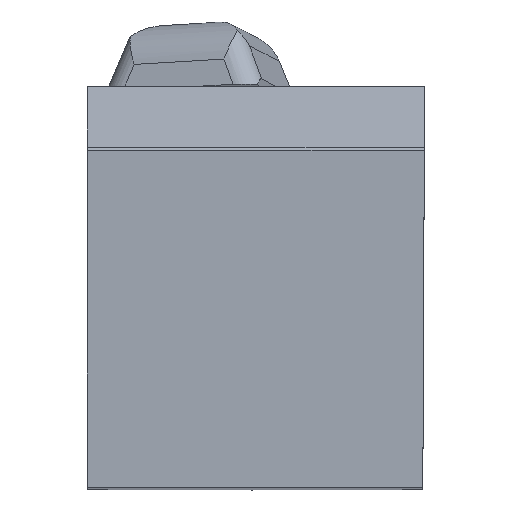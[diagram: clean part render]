
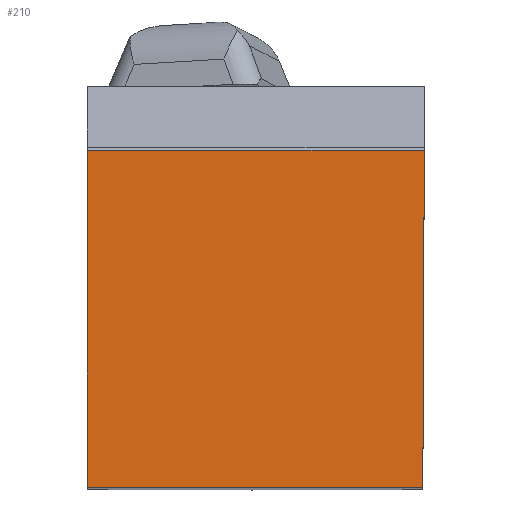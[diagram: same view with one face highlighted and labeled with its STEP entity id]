
A CAD part, top view. The second image highlights one B-rep face of the part: STEP entity #210.
In plain terms, the highlighted planar face has unit normal (0, 0, 1).
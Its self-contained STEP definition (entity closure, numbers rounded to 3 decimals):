
#144=FACE_OUTER_BOUND('',#619,.T.);
#210=ADVANCED_FACE('BLANK_BOXF006',(#144),#270,.F.);
#270=PLANE('',#1473);
#369=LINE('',#2146,#509);
#370=LINE('',#2149,#510);
#371=LINE('',#2151,#511);
#372=LINE('',#2153,#512);
#509=VECTOR('',#1698,1.);
#510=VECTOR('',#1699,1.);
#511=VECTOR('',#1700,1.);
#512=VECTOR('',#1701,1.);
#619=EDGE_LOOP('',(#788,#789,#790,#791));
#788=ORIENTED_EDGE('',*,*,#1238,.F.);
#789=ORIENTED_EDGE('',*,*,#1239,.F.);
#790=ORIENTED_EDGE('',*,*,#1240,.F.);
#791=ORIENTED_EDGE('',*,*,#1241,.F.);
#1098=VERTEX_POINT('',#2147);
#1099=VERTEX_POINT('',#2148);
#1100=VERTEX_POINT('',#2150);
#1101=VERTEX_POINT('',#2152);
#1238=EDGE_CURVE('',#1098,#1099,#369,.T.);
#1239=EDGE_CURVE('',#1100,#1098,#370,.T.);
#1240=EDGE_CURVE('',#1101,#1100,#371,.T.);
#1241=EDGE_CURVE('',#1099,#1101,#372,.T.);
#1473=AXIS2_PLACEMENT_3D('',#2154,#1702,#1703);
#1698=DIRECTION('',(0.,1.,0.));
#1699=DIRECTION('',(-1.,0.,0.));
#1700=DIRECTION('',(-0.004,-1.,0.));
#1701=DIRECTION('',(1.,0.,0.));
#1702=DIRECTION('',(0.,0.,-1.));
#1703=DIRECTION('',(-1.,0.,0.));
#2146=CARTESIAN_POINT('',(-31.623,-167.4,0.));
#2147=CARTESIAN_POINT('',(-31.623,0.,0.));
#2148=CARTESIAN_POINT('',(-31.623,31.623,0.));
#2149=CARTESIAN_POINT('',(167.4,0.,0.));
#2150=CARTESIAN_POINT('',(-0.138,0.,0.));
#2151=CARTESIAN_POINT('',(0.592,167.398,0.));
#2152=CARTESIAN_POINT('',(0.,31.623,0.));
#2153=CARTESIAN_POINT('',(-167.4,31.623,0.));
#2154=CARTESIAN_POINT('',(-36.623,-5.,0.));
